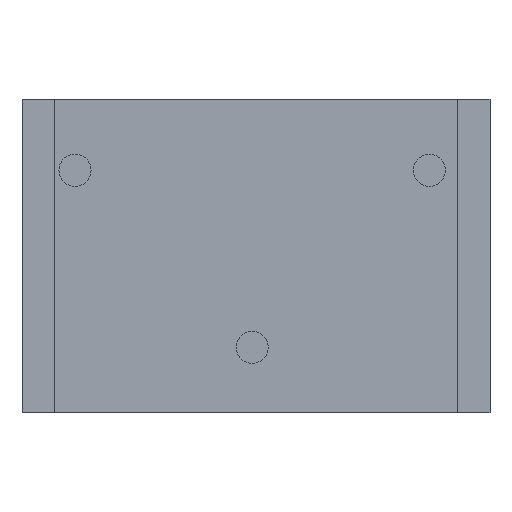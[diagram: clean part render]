
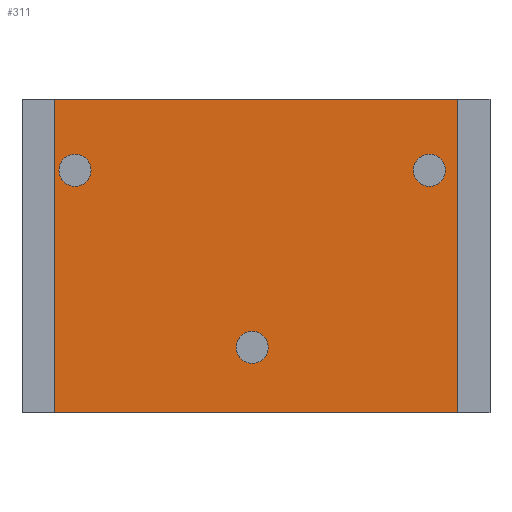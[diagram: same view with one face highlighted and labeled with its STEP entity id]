
A CAD part, front view. The second image highlights one B-rep face of the part: STEP entity #311.
In plain terms, the highlighted planar face has unit normal (0, -1, 0).
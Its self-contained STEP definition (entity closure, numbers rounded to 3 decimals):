
#13 = EDGE_CURVE ( 'NONE', #854, #1121, #383, .T. ) ;
#15 = DIRECTION ( 'NONE',  ( 0., 0., 1. ) ) ;
#61 = DIRECTION ( 'NONE',  ( 0., 0., 1. ) ) ;
#72 = VERTEX_POINT ( 'NONE', #189 ) ;
#74 = EDGE_CURVE ( 'NONE', #507, #72, #265, .T. ) ;
#78 = CARTESIAN_POINT ( 'NONE',  ( -2.895, 0.46, -2.25 ) ) ;
#90 = ORIENTED_EDGE ( 'NONE', *, *, #184, .T. ) ;
#108 = EDGE_CURVE ( 'NONE', #831, #630, #1004, .T. ) ;
#164 = CARTESIAN_POINT ( 'NONE',  ( -2.895, 0.46, 2.25 ) ) ;
#169 = LINE ( 'NONE', #1094, #542 ) ;
#174 = EDGE_LOOP ( 'NONE', ( #885, #685 ) ) ;
#184 = EDGE_CURVE ( 'NONE', #465, #805, #747, .T. ) ;
#187 = EDGE_LOOP ( 'NONE', ( #389, #939 ) ) ;
#189 = CARTESIAN_POINT ( 'NONE',  ( 2.485, 0.46, 1. ) ) ;
#196 = CARTESIAN_POINT ( 'NONE',  ( -0.055, 0.46, -1.31 ) ) ;
#198 = CARTESIAN_POINT ( 'NONE',  ( -0.055, 0.46, -1.54 ) ) ;
#262 = EDGE_CURVE ( 'NONE', #805, #469, #655, .T. ) ;
#265 = CIRCLE ( 'NONE', #892, 0.23 ) ;
#273 = FACE_BOUND ( 'NONE', #881, .T. ) ;
#288 = DIRECTION ( 'NONE',  ( 0., -1., 0. ) ) ;
#301 = CARTESIAN_POINT ( 'NONE',  ( -0.055, 0.46, -1.31 ) ) ;
#311 = ADVANCED_FACE ( 'NONE', ( #273, #678, #323, #446 ), #893, .F. ) ;
#323 = FACE_BOUND ( 'NONE', #187, .T. ) ;
#338 = CARTESIAN_POINT ( 'NONE',  ( 2.895, 0.46, -2.25 ) ) ;
#358 = CIRCLE ( 'NONE', #721, 0.23 ) ;
#366 = AXIS2_PLACEMENT_3D ( 'NONE', #1018, #1099, #453 ) ;
#383 = CIRCLE ( 'NONE', #810, 0.23 ) ;
#389 = ORIENTED_EDGE ( 'NONE', *, *, #108, .F. ) ;
#403 = DIRECTION ( 'NONE',  ( 0., 0., 1. ) ) ;
#441 = EDGE_LOOP ( 'NONE', ( #531, #501, #477, #90 ) ) ;
#446 = FACE_OUTER_BOUND ( 'NONE', #441, .T. ) ;
#453 = DIRECTION ( 'NONE',  ( 0., 0., 1. ) ) ;
#462 = EDGE_CURVE ( 'NONE', #630, #831, #358, .T. ) ;
#465 = VERTEX_POINT ( 'NONE', #338 ) ;
#469 = VERTEX_POINT ( 'NONE', #872 ) ;
#477 = ORIENTED_EDGE ( 'NONE', *, *, #993, .F. ) ;
#479 = ORIENTED_EDGE ( 'NONE', *, *, #74, .F. ) ;
#486 = CIRCLE ( 'NONE', #610, 0.23 ) ;
#501 = ORIENTED_EDGE ( 'NONE', *, *, #825, .F. ) ;
#507 = VERTEX_POINT ( 'NONE', #720 ) ;
#517 = DIRECTION ( 'NONE',  ( 0., -1., 0. ) ) ;
#531 = ORIENTED_EDGE ( 'NONE', *, *, #262, .T. ) ;
#532 = CARTESIAN_POINT ( 'NONE',  ( -0.055, 0.46, -1.08 ) ) ;
#542 = VECTOR ( 'NONE', #822, 1000. ) ;
#550 = CIRCLE ( 'NONE', #582, 0.23 ) ;
#573 = DIRECTION ( 'NONE',  ( 0., 0., 1. ) ) ;
#582 = AXIS2_PLACEMENT_3D ( 'NONE', #1161, #517, #61 ) ;
#590 = DIRECTION ( 'NONE',  ( -1., 0., 0. ) ) ;
#610 = AXIS2_PLACEMENT_3D ( 'NONE', #301, #923, #1022 ) ;
#613 = EDGE_CURVE ( 'NONE', #72, #507, #550, .T. ) ;
#621 = VERTEX_POINT ( 'NONE', #1080 ) ;
#628 = CARTESIAN_POINT ( 'NONE',  ( -2.595, 0.46, 1.46 ) ) ;
#630 = VERTEX_POINT ( 'NONE', #799 ) ;
#645 = DIRECTION ( 'NONE',  ( 0., -1., 0. ) ) ;
#655 = LINE ( 'NONE', #164, #1111 ) ;
#678 = FACE_BOUND ( 'NONE', #174, .T. ) ;
#685 = ORIENTED_EDGE ( 'NONE', *, *, #926, .F. ) ;
#712 = DIRECTION ( 'NONE',  ( 0., 0., 1. ) ) ;
#720 = CARTESIAN_POINT ( 'NONE',  ( 2.485, 0.46, 1.46 ) ) ;
#721 = AXIS2_PLACEMENT_3D ( 'NONE', #746, #288, #573 ) ;
#725 = AXIS2_PLACEMENT_3D ( 'NONE', #78, #1176, #712 ) ;
#734 = DIRECTION ( 'NONE',  ( 0., 0., 1. ) ) ;
#746 = CARTESIAN_POINT ( 'NONE',  ( -2.595, 0.46, 1.23 ) ) ;
#747 = LINE ( 'NONE', #951, #1046 ) ;
#752 = LINE ( 'NONE', #1122, #1141 ) ;
#799 = CARTESIAN_POINT ( 'NONE',  ( -2.595, 0.46, 1. ) ) ;
#805 = VERTEX_POINT ( 'NONE', #1098 ) ;
#810 = AXIS2_PLACEMENT_3D ( 'NONE', #196, #1026, #734 ) ;
#822 = DIRECTION ( 'NONE',  ( 0., 0., 1. ) ) ;
#825 = EDGE_CURVE ( 'NONE', #621, #469, #169, .T. ) ;
#831 = VERTEX_POINT ( 'NONE', #628 ) ;
#836 = CARTESIAN_POINT ( 'NONE',  ( 2.485, 0.46, 1.23 ) ) ;
#854 = VERTEX_POINT ( 'NONE', #532 ) ;
#872 = CARTESIAN_POINT ( 'NONE',  ( -2.895, 0.46, 2.25 ) ) ;
#881 = EDGE_LOOP ( 'NONE', ( #479, #1058 ) ) ;
#885 = ORIENTED_EDGE ( 'NONE', *, *, #13, .F. ) ;
#892 = AXIS2_PLACEMENT_3D ( 'NONE', #836, #645, #15 ) ;
#893 = PLANE ( 'NONE',  #725 ) ;
#923 = DIRECTION ( 'NONE',  ( 0., -1., 0. ) ) ;
#926 = EDGE_CURVE ( 'NONE', #1121, #854, #486, .T. ) ;
#939 = ORIENTED_EDGE ( 'NONE', *, *, #462, .F. ) ;
#951 = CARTESIAN_POINT ( 'NONE',  ( 2.895, 0.46, -2.25 ) ) ;
#993 = EDGE_CURVE ( 'NONE', #465, #621, #752, .T. ) ;
#1004 = CIRCLE ( 'NONE', #366, 0.23 ) ;
#1018 = CARTESIAN_POINT ( 'NONE',  ( -2.595, 0.46, 1.23 ) ) ;
#1022 = DIRECTION ( 'NONE',  ( 0., 0., 1. ) ) ;
#1026 = DIRECTION ( 'NONE',  ( 0., -1., 0. ) ) ;
#1046 = VECTOR ( 'NONE', #403, 1000. ) ;
#1058 = ORIENTED_EDGE ( 'NONE', *, *, #613, .F. ) ;
#1080 = CARTESIAN_POINT ( 'NONE',  ( -2.895, 0.46, -2.25 ) ) ;
#1094 = CARTESIAN_POINT ( 'NONE',  ( -2.895, 0.46, -2.25 ) ) ;
#1098 = CARTESIAN_POINT ( 'NONE',  ( 2.895, 0.46, 2.25 ) ) ;
#1099 = DIRECTION ( 'NONE',  ( 0., -1., 0. ) ) ;
#1108 = DIRECTION ( 'NONE',  ( -1., 0., 0. ) ) ;
#1111 = VECTOR ( 'NONE', #590, 1000. ) ;
#1121 = VERTEX_POINT ( 'NONE', #198 ) ;
#1122 = CARTESIAN_POINT ( 'NONE',  ( -2.895, 0.46, -2.25 ) ) ;
#1141 = VECTOR ( 'NONE', #1108, 1000. ) ;
#1161 = CARTESIAN_POINT ( 'NONE',  ( 2.485, 0.46, 1.23 ) ) ;
#1176 = DIRECTION ( 'NONE',  ( 0., 1., 0. ) ) ;
